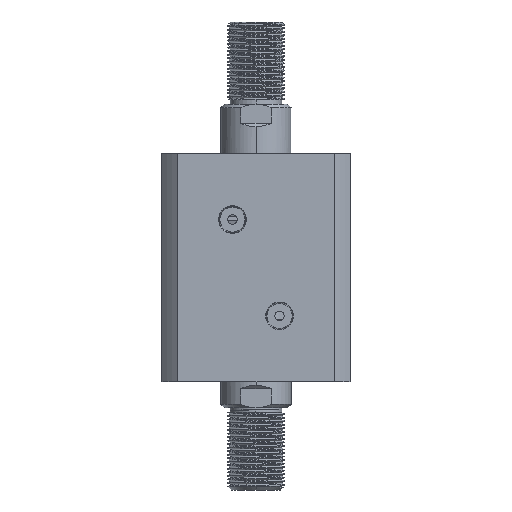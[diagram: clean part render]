
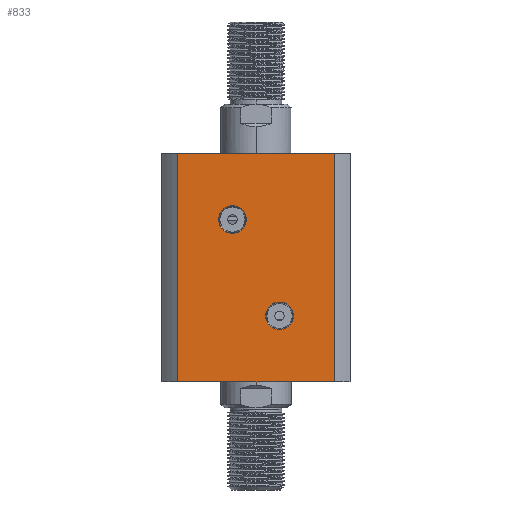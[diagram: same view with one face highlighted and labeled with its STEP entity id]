
A CAD part, left-side view. The second image highlights one B-rep face of the part: STEP entity #833.
In plain terms, the highlighted planar face has unit normal (-1, 0, 0).
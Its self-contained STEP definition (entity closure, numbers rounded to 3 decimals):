
#82 = CARTESIAN_POINT ( 'NONE',  ( -40., -10., -26.385 ) ) ;
#536 = EDGE_CURVE ( 'NONE', #17465, #20020, #27502, .T. ) ;
#833 = ADVANCED_FACE ( 'NONE', ( #29006, #2525, #22561 ), #28678, .F. ) ;
#1099 = ORIENTED_EDGE ( 'NONE', *, *, #5116, .F. ) ;
#1669 = EDGE_CURVE ( 'NONE', #4846, #12937, #9647, .T. ) ;
#2077 = CIRCLE ( 'NONE', #2248, 5.885 ) ;
#2248 = AXIS2_PLACEMENT_3D ( 'NONE', #21054, #6593, #23495 ) ;
#2525 = FACE_BOUND ( 'NONE', #7743, .T. ) ;
#2802 = LINE ( 'NONE', #3469, #22842 ) ;
#3235 = CARTESIAN_POINT ( 'NONE',  ( -40., 33.226, 48.5 ) ) ;
#3469 = CARTESIAN_POINT ( 'NONE',  ( -40., -33.226, 48.5 ) ) ;
#3583 = ORIENTED_EDGE ( 'NONE', *, *, #5284, .F. ) ;
#4502 = ORIENTED_EDGE ( 'NONE', *, *, #29105, .T. ) ;
#4745 = EDGE_CURVE ( 'NONE', #12672, #20557, #6583, .T. ) ;
#4846 = VERTEX_POINT ( 'NONE', #82 ) ;
#5116 = EDGE_CURVE ( 'NONE', #12937, #4846, #2077, .T. ) ;
#5284 = EDGE_CURVE ( 'NONE', #20020, #20557, #2802, .T. ) ;
#5370 = CARTESIAN_POINT ( 'NONE',  ( -40., 10., 20.5 ) ) ;
#5684 = EDGE_LOOP ( 'NONE', ( #1099, #6396 ) ) ;
#5740 = ORIENTED_EDGE ( 'NONE', *, *, #536, .F. ) ;
#5851 = CARTESIAN_POINT ( 'NONE',  ( -40., 33.226, 48.5 ) ) ;
#6114 = CARTESIAN_POINT ( 'NONE',  ( -40., 33.226, 48.5 ) ) ;
#6262 = VECTOR ( 'NONE', #13190, 1000. ) ;
#6367 = CIRCLE ( 'NONE', #22240, 5.885 ) ;
#6396 = ORIENTED_EDGE ( 'NONE', *, *, #1669, .F. ) ;
#6583 = LINE ( 'NONE', #6703, #9584 ) ;
#6593 = DIRECTION ( 'NONE',  ( -1., 0., 0. ) ) ;
#6703 = CARTESIAN_POINT ( 'NONE',  ( -40., 33.226, -48.5 ) ) ;
#6802 = DIRECTION ( 'NONE',  ( 0., -1., 0. ) ) ;
#7247 = VERTEX_POINT ( 'NONE', #11903 ) ;
#7662 = AXIS2_PLACEMENT_3D ( 'NONE', #8510, #10706, #13015 ) ;
#7743 = EDGE_LOOP ( 'NONE', ( #21140, #30094 ) ) ;
#8260 = EDGE_LOOP ( 'NONE', ( #26361, #3583, #5740, #4502 ) ) ;
#8510 = CARTESIAN_POINT ( 'NONE',  ( -40., 10., 20.5 ) ) ;
#8741 = VERTEX_POINT ( 'NONE', #25476 ) ;
#9584 = VECTOR ( 'NONE', #6802, 1000. ) ;
#9647 = CIRCLE ( 'NONE', #22544, 5.885 ) ;
#10578 = DIRECTION ( 'NONE',  ( 0., -1., 0. ) ) ;
#10706 = DIRECTION ( 'NONE',  ( -1., 0., 0. ) ) ;
#10710 = DIRECTION ( 'NONE',  ( 0., 0., -1. ) ) ;
#11806 = DIRECTION ( 'NONE',  ( 1., 0., 0. ) ) ;
#11903 = CARTESIAN_POINT ( 'NONE',  ( -40., 10., 14.615 ) ) ;
#12672 = VERTEX_POINT ( 'NONE', #24800 ) ;
#12937 = VERTEX_POINT ( 'NONE', #25429 ) ;
#13015 = DIRECTION ( 'NONE',  ( 0., 0., 1. ) ) ;
#13190 = DIRECTION ( 'NONE',  ( 0., 0., -1. ) ) ;
#14233 = EDGE_CURVE ( 'NONE', #8741, #7247, #6367, .T. ) ;
#14288 = EDGE_CURVE ( 'NONE', #7247, #8741, #26761, .T. ) ;
#16359 = DIRECTION ( 'NONE',  ( 0., 0., 1. ) ) ;
#16965 = CARTESIAN_POINT ( 'NONE',  ( -40., -33.226, 48.5 ) ) ;
#17269 = DIRECTION ( 'NONE',  ( 0., 0., 1. ) ) ;
#17465 = VERTEX_POINT ( 'NONE', #6114 ) ;
#19054 = LINE ( 'NONE', #5851, #6262 ) ;
#20020 = VERTEX_POINT ( 'NONE', #16965 ) ;
#20557 = VERTEX_POINT ( 'NONE', #22177 ) ;
#21054 = CARTESIAN_POINT ( 'NONE',  ( -40., -10., -20.5 ) ) ;
#21140 = ORIENTED_EDGE ( 'NONE', *, *, #14233, .F. ) ;
#22116 = AXIS2_PLACEMENT_3D ( 'NONE', #26123, #11806, #24018 ) ;
#22177 = CARTESIAN_POINT ( 'NONE',  ( -40., -33.226, -48.5 ) ) ;
#22240 = AXIS2_PLACEMENT_3D ( 'NONE', #5370, #22464, #17269 ) ;
#22464 = DIRECTION ( 'NONE',  ( -1., 0., 0. ) ) ;
#22544 = AXIS2_PLACEMENT_3D ( 'NONE', #25999, #30854, #16359 ) ;
#22561 = FACE_OUTER_BOUND ( 'NONE', #8260, .T. ) ;
#22842 = VECTOR ( 'NONE', #10710, 1000. ) ;
#23495 = DIRECTION ( 'NONE',  ( 0., 0., 1. ) ) ;
#24018 = DIRECTION ( 'NONE',  ( 0., 0., -1. ) ) ;
#24800 = CARTESIAN_POINT ( 'NONE',  ( -40., 33.226, -48.5 ) ) ;
#25429 = CARTESIAN_POINT ( 'NONE',  ( -40., -10., -14.615 ) ) ;
#25476 = CARTESIAN_POINT ( 'NONE',  ( -40., 10., 26.385 ) ) ;
#25999 = CARTESIAN_POINT ( 'NONE',  ( -40., -10., -20.5 ) ) ;
#26123 = CARTESIAN_POINT ( 'NONE',  ( -40., 33.226, 48.5 ) ) ;
#26361 = ORIENTED_EDGE ( 'NONE', *, *, #4745, .T. ) ;
#26761 = CIRCLE ( 'NONE', #7662, 5.885 ) ;
#27502 = LINE ( 'NONE', #3235, #30510 ) ;
#28678 = PLANE ( 'NONE',  #22116 ) ;
#29006 = FACE_BOUND ( 'NONE', #5684, .T. ) ;
#29105 = EDGE_CURVE ( 'NONE', #17465, #12672, #19054, .T. ) ;
#30094 = ORIENTED_EDGE ( 'NONE', *, *, #14288, .F. ) ;
#30510 = VECTOR ( 'NONE', #10578, 1000. ) ;
#30854 = DIRECTION ( 'NONE',  ( -1., 0., 0. ) ) ;
